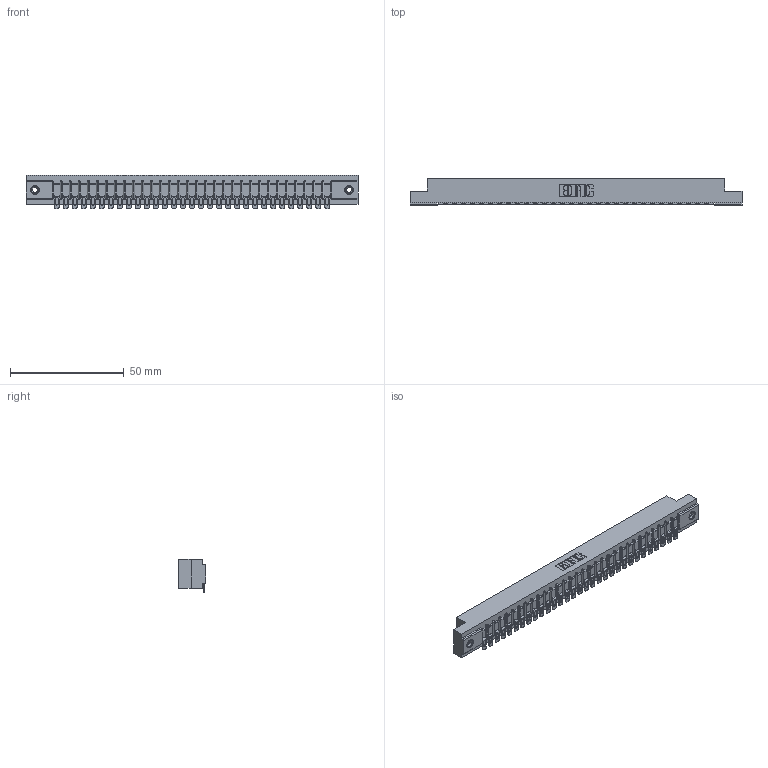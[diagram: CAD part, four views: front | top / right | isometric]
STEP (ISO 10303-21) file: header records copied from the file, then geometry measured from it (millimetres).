
FILE_DESCRIPTION (( 'STEP AP203' ), '1' );
FILE_NAME ('307-031-554-108.STEP', '2018-08-04T21:01:09', ( '' ), ( '' ), 'SwSTEP 2.0', 'SolidWorks 2016', '' );
FILE_SCHEMA (( 'CONFIG_CONTROL_DESIGN' ));
Length unit declared in the file: inch
Products named in the file (4): 307-031-554-108; 307 Part_.156 Dia Mounting Holes; 307-290-002_554; 345-250-001_345-250-003-102
Assembly tree (34 placements, depth 2):
  307-031-554-108
    307 Part_.156 Dia Mounting Holes
    307-290-002_554  x31
    345-250-001_345-250-003-102  x2
Bounding box: 145.85 x 12.01 x 14.52 mm (x, y, z)
Volume: 15530.1 mm3; surface area: 19425.1 mm2
Topology: 34 solids, 34 shells, 2721 faces, 8302 edges, 5440 vertices
Faces by surface type: plane 1528, cylinder 1113, sphere 64, cone 12, torus 4
Entity records: 30082 total; most frequent: CARTESIAN_POINT 5053, ORIENTED_EDGE 5036, DIRECTION 4930, EDGE_CURVE 2518, VECTOR 1916, LINE 1916, VERTEX_POINT 1630, AXIS2_PLACEMENT_3D 1507
